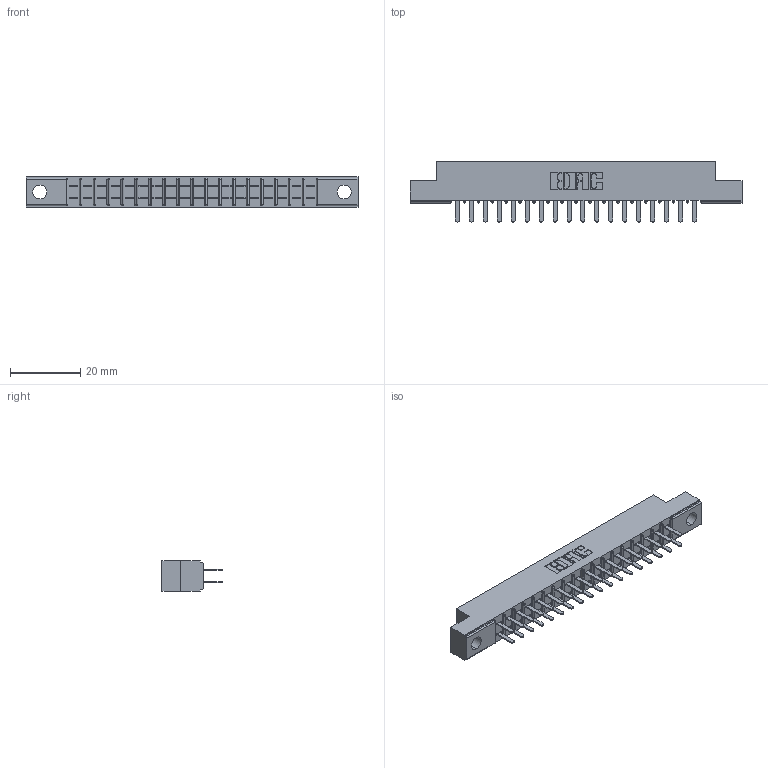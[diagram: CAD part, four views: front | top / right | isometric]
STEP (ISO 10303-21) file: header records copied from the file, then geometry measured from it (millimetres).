
FILE_DESCRIPTION (( 'STEP AP203' ), '1' );
FILE_NAME ('355-036-520-504.STEP', '2019-09-11T09:31:32', ( '' ), ( '' ), 'SwSTEP 2.0', 'SolidWorks 2016', '' );
FILE_SCHEMA (( 'CONFIG_CONTROL_DESIGN' ));
Length unit declared in the file: inch
Products named in the file (3): 305 Part_.156 Dia; 305-290-001_520; 355-036-520-504
Assembly tree (37 placements, depth 2):
  355-036-520-504
    305 Part_.156 Dia
    305-290-001_520  x36
Bounding box: 94.34 x 17.09 x 8.71 mm (x, y, z)
Volume: 5559.8 mm3; surface area: 10761 mm2
Topology: 37 solids, 37 shells, 1786 faces, 5086 edges, 3292 vertices
Faces by surface type: plane 1054, cylinder 660, sphere 72
Entity records: 22709 total; most frequent: CARTESIAN_POINT 3762, ORIENTED_EDGE 3728, DIRECTION 3650, EDGE_CURVE 1864, LINE 1490, VECTOR 1490, VERTEX_POINT 1192, AXIS2_PLACEMENT_3D 1080
